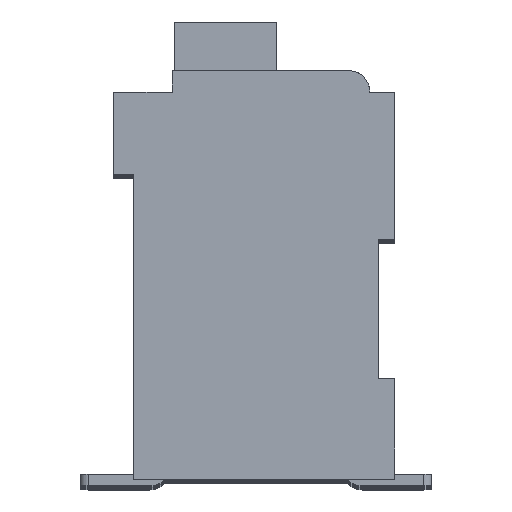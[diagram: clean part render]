
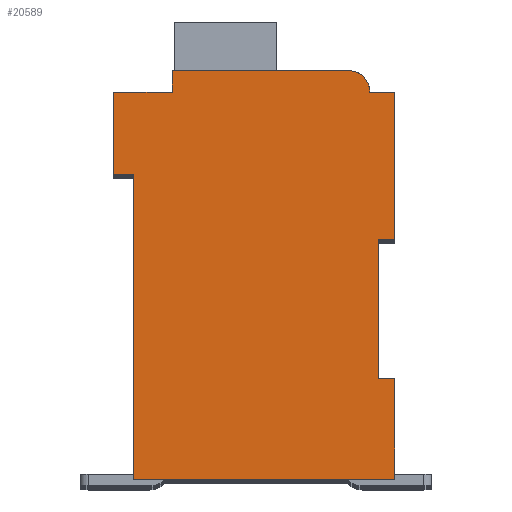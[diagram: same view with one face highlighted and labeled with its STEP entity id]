
A CAD part, top view. The second image highlights one B-rep face of the part: STEP entity #20589.
In plain terms, the highlighted planar face has unit normal (0, 0, 1).
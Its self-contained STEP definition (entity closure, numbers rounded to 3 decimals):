
#4990=DIRECTION('',(1.,0.,0.));
#4991=VECTOR('',#4990,0.5);
#4992=CARTESIAN_POINT('',(7.3,7.15,2.1));
#4993=LINE('',#4992,#4991);
#4994=DIRECTION('',(0.,1.,0.));
#4995=VECTOR('',#4994,4.15);
#4996=CARTESIAN_POINT('',(7.3,3.,2.1));
#4997=LINE('',#4996,#4995);
#4998=DIRECTION('',(-1.,0.,0.));
#4999=VECTOR('',#4998,0.5);
#5000=CARTESIAN_POINT('',(7.8,3.,2.1));
#5001=LINE('',#5000,#4999);
#5002=DIRECTION('',(0.,1.,0.));
#5003=VECTOR('',#5002,3.);
#5004=CARTESIAN_POINT('',(7.8,0.,2.1));
#5005=LINE('',#5004,#5003);
#5006=DIRECTION('',(1.,0.,0.));
#5007=VECTOR('',#5006,7.8);
#5008=CARTESIAN_POINT('',(0.,0.,2.1));
#5009=LINE('',#5008,#5007);
#5010=DIRECTION('',(0.,-1.,0.));
#5011=VECTOR('',#5010,9.1);
#5012=CARTESIAN_POINT('',(0.,9.1,2.1));
#5013=LINE('',#5012,#5011);
#5014=DIRECTION('',(1.,0.,0.));
#5015=VECTOR('',#5014,0.6);
#5016=CARTESIAN_POINT('',(-0.6,9.1,2.1));
#5017=LINE('',#5016,#5015);
#5018=DIRECTION('',(0.,-1.,0.));
#5019=VECTOR('',#5018,2.45);
#5020=CARTESIAN_POINT('',(-0.6,11.55,2.1));
#5021=LINE('',#5020,#5019);
#5022=DIRECTION('',(-1.,0.,0.));
#5023=VECTOR('',#5022,1.75);
#5024=CARTESIAN_POINT('',(1.15,11.55,2.1));
#5025=LINE('',#5024,#5023);
#5026=DIRECTION('',(0.,-1.,0.));
#5027=VECTOR('',#5026,0.65);
#5028=CARTESIAN_POINT('',(1.15,12.2,2.1));
#5029=LINE('',#5028,#5027);
#5030=DIRECTION('',(-1.,0.,0.));
#5031=VECTOR('',#5030,5.25);
#5032=CARTESIAN_POINT('',(6.4,12.2,2.1));
#5033=LINE('',#5032,#5031);
#5034=CARTESIAN_POINT('',(6.4,11.55,2.1));
#5035=DIRECTION('',(0.,0.,1.));
#5036=DIRECTION('',(1.,0.,0.));
#5037=AXIS2_PLACEMENT_3D('',#5034,#5035,#5036);
#5039=DIRECTION('',(-1.,0.,0.));
#5040=VECTOR('',#5039,0.75);
#5041=CARTESIAN_POINT('',(7.8,11.55,2.1));
#5042=LINE('',#5041,#5040);
#5043=DIRECTION('',(0.,1.,0.));
#5044=VECTOR('',#5043,4.4);
#5045=CARTESIAN_POINT('',(7.8,7.15,2.1));
#5046=LINE('',#5045,#5044);
#11989=CARTESIAN_POINT('',(7.3,7.15,2.1));
#11990=CARTESIAN_POINT('',(7.8,7.15,2.1));
#11991=VERTEX_POINT('',#11989);
#11992=VERTEX_POINT('',#11990);
#11993=CARTESIAN_POINT('',(7.8,11.55,2.1));
#11994=VERTEX_POINT('',#11993);
#11995=CARTESIAN_POINT('',(7.05,11.55,2.1));
#11996=VERTEX_POINT('',#11995);
#11997=CARTESIAN_POINT('',(6.4,12.2,2.1));
#11998=VERTEX_POINT('',#11997);
#11999=CARTESIAN_POINT('',(1.15,12.2,2.1));
#12000=VERTEX_POINT('',#11999);
#12001=CARTESIAN_POINT('',(1.15,11.55,2.1));
#12002=VERTEX_POINT('',#12001);
#12003=CARTESIAN_POINT('',(-0.6,11.55,2.1));
#12004=VERTEX_POINT('',#12003);
#12005=CARTESIAN_POINT('',(-0.6,9.1,2.1));
#12006=VERTEX_POINT('',#12005);
#12007=CARTESIAN_POINT('',(0.,9.1,2.1));
#12008=VERTEX_POINT('',#12007);
#12009=CARTESIAN_POINT('',(0.,0.,2.1));
#12010=VERTEX_POINT('',#12009);
#12011=CARTESIAN_POINT('',(7.8,0.,2.1));
#12012=VERTEX_POINT('',#12011);
#12013=CARTESIAN_POINT('',(7.8,3.,2.1));
#12014=VERTEX_POINT('',#12013);
#12015=CARTESIAN_POINT('',(7.3,3.,2.1));
#12016=VERTEX_POINT('',#12015);
#20568=CARTESIAN_POINT('',(0.,0.,2.1));
#20569=DIRECTION('',(0.,0.,1.));
#20570=DIRECTION('',(1.,0.,0.));
#20571=AXIS2_PLACEMENT_3D('',#20568,#20569,#20570);
#20572=PLANE('',#20571);
#20573=ORIENTED_EDGE('',*,*,#15770,.F.);
#20574=ORIENTED_EDGE('',*,*,#16342,.F.);
#20575=ORIENTED_EDGE('',*,*,#16792,.F.);
#20576=ORIENTED_EDGE('',*,*,#17087,.F.);
#20577=ORIENTED_EDGE('',*,*,#17434,.F.);
#20578=ORIENTED_EDGE('',*,*,#17940,.F.);
#20579=ORIENTED_EDGE('',*,*,#18104,.F.);
#20580=ORIENTED_EDGE('',*,*,#18435,.F.);
#20581=ORIENTED_EDGE('',*,*,#18813,.F.);
#20582=ORIENTED_EDGE('',*,*,#19368,.F.);
#20583=ORIENTED_EDGE('',*,*,#19800,.F.);
#20584=ORIENTED_EDGE('',*,*,#18864,.F.);
#20585=ORIENTED_EDGE('',*,*,#19209,.F.);
#20586=ORIENTED_EDGE('',*,*,#16237,.F.);
#20587=EDGE_LOOP('',(#20573,#20574,#20575,#20576,#20577,#20578,#20579,#20580,
#20581,#20582,#20583,#20584,#20585,#20586));
#20588=FACE_OUTER_BOUND('',#20587,.F.);
#5038=CIRCLE('',#5037,0.65);
#15770=EDGE_CURVE('',#11991,#11992,#4993,.T.);
#16237=EDGE_CURVE('',#11992,#11994,#5046,.T.);
#16342=EDGE_CURVE('',#12016,#11991,#4997,.T.);
#16792=EDGE_CURVE('',#12014,#12016,#5001,.T.);
#17087=EDGE_CURVE('',#12012,#12014,#5005,.T.);
#17434=EDGE_CURVE('',#12010,#12012,#5009,.T.);
#17940=EDGE_CURVE('',#12008,#12010,#5013,.T.);
#18104=EDGE_CURVE('',#12006,#12008,#5017,.T.);
#18435=EDGE_CURVE('',#12004,#12006,#5021,.T.);
#18813=EDGE_CURVE('',#12002,#12004,#5025,.T.);
#18864=EDGE_CURVE('',#11996,#11998,#5038,.T.);
#19209=EDGE_CURVE('',#11994,#11996,#5042,.T.);
#19368=EDGE_CURVE('',#12000,#12002,#5029,.T.);
#19800=EDGE_CURVE('',#11998,#12000,#5033,.T.);
#20589=ADVANCED_FACE('',(#20588),#20572,.T.);
